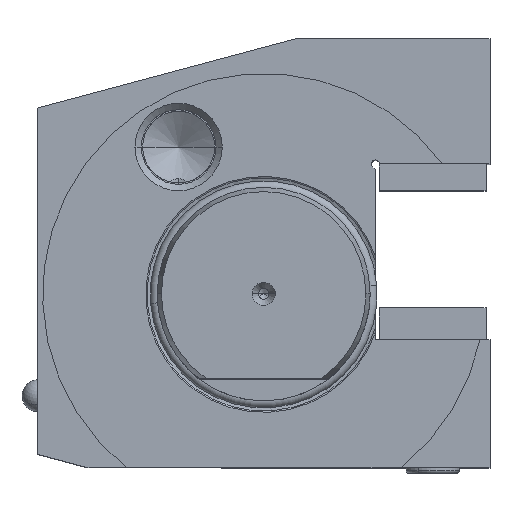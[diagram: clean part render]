
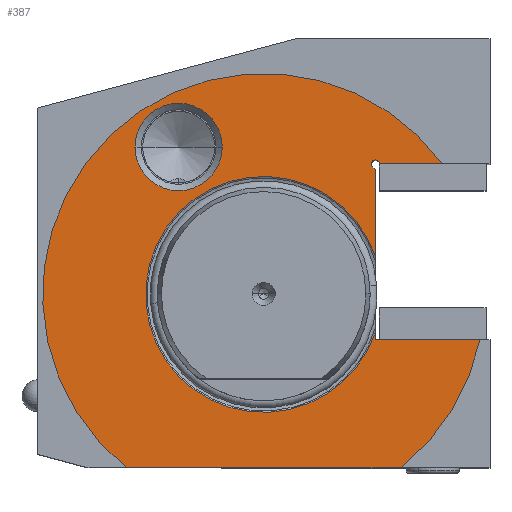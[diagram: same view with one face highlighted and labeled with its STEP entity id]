
A CAD part, top view. The second image highlights one B-rep face of the part: STEP entity #387.
In plain terms, the highlighted planar face has unit normal (0, 0, 1).
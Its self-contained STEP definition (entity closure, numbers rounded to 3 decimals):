
#387 = ADVANCED_FACE ( 'NONE', ( #11193, #11161 ), #10287, .F. ) ;
#460 = ORIENTED_EDGE ( 'NONE', *, *, #8821, .F. ) ;
#498 = ORIENTED_EDGE ( 'NONE', *, *, #8729, .T. ) ;
#501 = ORIENTED_EDGE ( 'NONE', *, *, #70521, .T. ) ;
#1156 = AXIS2_PLACEMENT_3D ( 'NONE', #10244, #10199, #10236 ) ;
#5383 = AXIS2_PLACEMENT_3D ( 'NONE', #46467, #46473, #46452 ) ;
#5405 = AXIS2_PLACEMENT_3D ( 'NONE', #46423, #46408, #46438 ) ;
#5520 = AXIS2_PLACEMENT_3D ( 'NONE', #46918, #46919, #46900 ) ;
#8729 = EDGE_CURVE ( 'NONE', #60456, #32012, #29055, .T. ) ;
#8820 = EDGE_CURVE ( 'NONE', #59654, #31215, #29104, .T. ) ;
#8821 = EDGE_CURVE ( 'NONE', #31942, #31907, #29146, .T. ) ;
#8823 = EDGE_CURVE ( 'NONE', #31938, #59660, #29125, .T. ) ;
#8828 = EDGE_CURVE ( 'NONE', #32064, #31944, #29150, .T. ) ;
#10199 = DIRECTION ( 'NONE',  ( 0., 0., -1. ) ) ;
#10236 = DIRECTION ( 'NONE',  ( -1., 0., 0. ) ) ;
#10244 = CARTESIAN_POINT ( 'NONE',  ( 0., 22.15, -63. ) ) ;
#10287 = PLANE ( 'NONE',  #1156 ) ;
#11161 = FACE_OUTER_BOUND ( 'NONE', #37993, .T. ) ;
#11193 = FACE_BOUND ( 'NONE', #39228, .T. ) ;
#23677 = CARTESIAN_POINT ( 'NONE',  ( 40.62, -8.5, -63. ) ) ;
#23682 = CARTESIAN_POINT ( 'NONE',  ( 21., 7.044, -63. ) ) ;
#23683 = CARTESIAN_POINT ( 'NONE',  ( 21., 23.439, -63. ) ) ;
#23684 = CARTESIAN_POINT ( 'NONE',  ( 33.496, 24.5, -63. ) ) ;
#23692 = CARTESIAN_POINT ( 'NONE',  ( 20.47, 23.97, -63. ) ) ;
#23706 = CARTESIAN_POINT ( 'NONE',  ( -25.807, -32.5, -63. ) ) ;
#23707 = CARTESIAN_POINT ( 'NONE',  ( 22.061, 24.5, -63. ) ) ;
#23714 = CARTESIAN_POINT ( 'NONE',  ( 21., -7.044, -63. ) ) ;
#23962 = CARTESIAN_POINT ( 'NONE',  ( 12.205, 34.355, -63. ) ) ;
#23965 = DIRECTION ( 'NONE',  ( 0.707, -0.707, 0. ) ) ;
#24330 = CARTESIAN_POINT ( 'NONE',  ( -15.97, 27.68, -63. ) ) ;
#24331 = DIRECTION ( 'NONE',  ( 0., -1., 0. ) ) ;
#24336 = DIRECTION ( 'NONE',  ( 0., 0., -1. ) ) ;
#24339 = CARTESIAN_POINT ( 'NONE',  ( 21., 22.15, -63. ) ) ;
#24367 = DIRECTION ( 'NONE',  ( 0., 0., -1. ) ) ;
#24370 = DIRECTION ( 'NONE',  ( -1., 0., 0. ) ) ;
#24375 = CARTESIAN_POINT ( 'NONE',  ( 21., 24.5, -63. ) ) ;
#24376 = DIRECTION ( 'NONE',  ( -1., 0., 0. ) ) ;
#24386 = CARTESIAN_POINT ( 'NONE',  ( 0., -8.5, -63. ) ) ;
#24422 = DIRECTION ( 'NONE',  ( 1., 0., 0. ) ) ;
#24613 = CARTESIAN_POINT ( 'NONE',  ( -7.77, 27.68, -63. ) ) ;
#24686 = CARTESIAN_POINT ( 'NONE',  ( 21., -8.5, -63. ) ) ;
#24708 = CARTESIAN_POINT ( 'NONE',  ( 25.807, -32.5, -63. ) ) ;
#25342 = DIRECTION ( 'NONE',  ( 0., 0., -1. ) ) ;
#25382 = CARTESIAN_POINT ( 'NONE',  ( -15.97, 27.68, -63. ) ) ;
#25394 = DIRECTION ( 'NONE',  ( -1., 0., 0. ) ) ;
#29055 = LINE ( 'NONE', #23962, #29074 ) ;
#29074 = VECTOR ( 'NONE', #23965, 1000. ) ;
#29096 = VECTOR ( 'NONE', #24331, 1000. ) ;
#29104 = CIRCLE ( 'NONE', #39619, 8.2 ) ;
#29125 = CIRCLE ( 'NONE', #39615, 0.75 ) ;
#29137 = VECTOR ( 'NONE', #24422, 1000. ) ;
#29146 = LINE ( 'NONE', #24339, #29096 ) ;
#29150 = LINE ( 'NONE', #24386, #29137 ) ;
#29235 = CIRCLE ( 'NONE', #39608, 8.2 ) ;
#29983 = ORIENTED_EDGE ( 'NONE', *, *, #70486, .T. ) ;
#30001 = ORIENTED_EDGE ( 'NONE', *, *, #8828, .F. ) ;
#31215 = VERTEX_POINT ( 'NONE', #24613 ) ;
#31907 = VERTEX_POINT ( 'NONE', #23682 ) ;
#31938 = VERTEX_POINT ( 'NONE', #23692 ) ;
#31942 = VERTEX_POINT ( 'NONE', #23683 ) ;
#31944 = VERTEX_POINT ( 'NONE', #23677 ) ;
#31948 = VERTEX_POINT ( 'NONE', #23714 ) ;
#31959 = VERTEX_POINT ( 'NONE', #23684 ) ;
#32010 = VERTEX_POINT ( 'NONE', #23706 ) ;
#32012 = VERTEX_POINT ( 'NONE', #23707 ) ;
#32064 = VERTEX_POINT ( 'NONE', #24686 ) ;
#32082 = VERTEX_POINT ( 'NONE', #24708 ) ;
#33922 = EDGE_CURVE ( 'NONE', #31215, #59654, #29235, .T. ) ;
#34324 = EDGE_CURVE ( 'NONE', #59660, #60456, #59830, .T. ) ;
#37379 = ORIENTED_EDGE ( 'NONE', *, *, #70482, .F. ) ;
#37388 = ORIENTED_EDGE ( 'NONE', *, *, #34324, .T. ) ;
#37389 = ORIENTED_EDGE ( 'NONE', *, *, #70566, .T. ) ;
#37401 = ORIENTED_EDGE ( 'NONE', *, *, #70629, .F. ) ;
#37993 = EDGE_LOOP ( 'NONE', ( #460, #37389, #86479, #37388, #498, #37401, #501, #37379, #29983, #30001, #39686, #39687 ) ) ;
#39228 = EDGE_LOOP ( 'NONE', ( #86494, #86533 ) ) ;
#39608 = AXIS2_PLACEMENT_3D ( 'NONE', #25382, #25342, #25394 ) ;
#39615 = AXIS2_PLACEMENT_3D ( 'NONE', #24375, #24336, #24370 ) ;
#39619 = AXIS2_PLACEMENT_3D ( 'NONE', #24330, #24367, #24376 ) ;
#39667 = AXIS2_PLACEMENT_3D ( 'NONE', #52289, #52290, #52253 ) ;
#39686 = ORIENTED_EDGE ( 'NONE', *, *, #70451, .F. ) ;
#39687 = ORIENTED_EDGE ( 'NONE', *, *, #70671, .F. ) ;
#46407 = DIRECTION ( 'NONE',  ( -1., 0., 0. ) ) ;
#46408 = DIRECTION ( 'NONE',  ( 0., 0., 1. ) ) ;
#46422 = CARTESIAN_POINT ( 'NONE',  ( 0., -32.5, -63. ) ) ;
#46423 = CARTESIAN_POINT ( 'NONE',  ( 0., 0., -63. ) ) ;
#46438 = DIRECTION ( 'NONE',  ( 1., 0., 0. ) ) ;
#46452 = DIRECTION ( 'NONE',  ( 1., 0., 0. ) ) ;
#46467 = CARTESIAN_POINT ( 'NONE',  ( 0., 0., -63. ) ) ;
#46473 = DIRECTION ( 'NONE',  ( 0., 0., 1. ) ) ;
#46618 = CARTESIAN_POINT ( 'NONE',  ( 11.145, 33.295, -63. ) ) ;
#46621 = DIRECTION ( 'NONE',  ( -0.707, 0.707, 0. ) ) ;
#46809 = CARTESIAN_POINT ( 'NONE',  ( 0., 24.5, -63. ) ) ;
#46811 = DIRECTION ( 'NONE',  ( -1., 0., 0. ) ) ;
#46900 = DIRECTION ( 'NONE',  ( 1., 0., 0. ) ) ;
#46918 = CARTESIAN_POINT ( 'NONE',  ( 0., 0., -63. ) ) ;
#46919 = DIRECTION ( 'NONE',  ( 0., 0., 1. ) ) ;
#47389 = CARTESIAN_POINT ( 'NONE',  ( 21., 22.15, -63. ) ) ;
#47401 = DIRECTION ( 'NONE',  ( 0., -1., 0. ) ) ;
#48059 = VECTOR ( 'NONE', #47401, 1000. ) ;
#48069 = CIRCLE ( 'NONE', #5383, 41.5 ) ;
#48074 = LINE ( 'NONE', #46422, #48079 ) ;
#48079 = VECTOR ( 'NONE', #46407, 1000. ) ;
#48082 = CIRCLE ( 'NONE', #5405, 41.5 ) ;
#48094 = LINE ( 'NONE', #47389, #48059 ) ;
#48095 = VECTOR ( 'NONE', #46621, 1000. ) ;
#48109 = CIRCLE ( 'NONE', #5520, 22.15 ) ;
#48126 = LINE ( 'NONE', #46618, #48095 ) ;
#48128 = VECTOR ( 'NONE', #46811, 1000. ) ;
#48133 = LINE ( 'NONE', #46809, #48128 ) ;
#51127 = CARTESIAN_POINT ( 'NONE',  ( -24.17, 27.68, -63. ) ) ;
#51219 = CARTESIAN_POINT ( 'NONE',  ( 20.25, 24.5, -63. ) ) ;
#52253 = DIRECTION ( 'NONE',  ( -1., 0., 0. ) ) ;
#52289 = CARTESIAN_POINT ( 'NONE',  ( 21., 24.5, -63. ) ) ;
#52290 = DIRECTION ( 'NONE',  ( 0., 0., -1. ) ) ;
#54079 = CARTESIAN_POINT ( 'NONE',  ( 21.53, 25.03, -63. ) ) ;
#59654 = VERTEX_POINT ( 'NONE', #51127 ) ;
#59660 = VERTEX_POINT ( 'NONE', #51219 ) ;
#59830 = CIRCLE ( 'NONE', #39667, 0.75 ) ;
#60456 = VERTEX_POINT ( 'NONE', #54079 ) ;
#70451 = EDGE_CURVE ( 'NONE', #31948, #32064, #48094, .T. ) ;
#70482 = EDGE_CURVE ( 'NONE', #32082, #32010, #48074, .T. ) ;
#70486 = EDGE_CURVE ( 'NONE', #32082, #31944, #48082, .T. ) ;
#70521 = EDGE_CURVE ( 'NONE', #31959, #32010, #48069, .T. ) ;
#70566 = EDGE_CURVE ( 'NONE', #31942, #31938, #48126, .T. ) ;
#70629 = EDGE_CURVE ( 'NONE', #31959, #32012, #48133, .T. ) ;
#70671 = EDGE_CURVE ( 'NONE', #31907, #31948, #48109, .T. ) ;
#86479 = ORIENTED_EDGE ( 'NONE', *, *, #8823, .T. ) ;
#86494 = ORIENTED_EDGE ( 'NONE', *, *, #33922, .T. ) ;
#86533 = ORIENTED_EDGE ( 'NONE', *, *, #8820, .T. ) ;
